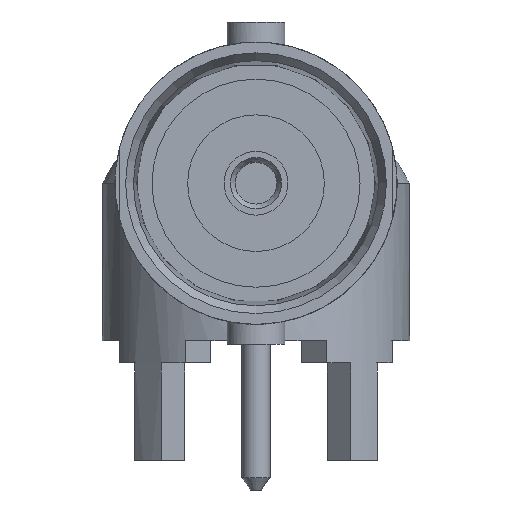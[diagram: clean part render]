
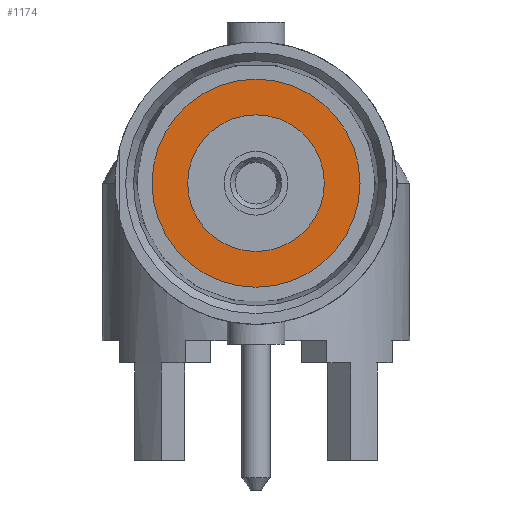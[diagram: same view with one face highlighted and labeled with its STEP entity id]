
A CAD part, front view. The second image highlights one B-rep face of the part: STEP entity #1174.
In plain terms, the highlighted planar face has unit normal (0, -1, 0).
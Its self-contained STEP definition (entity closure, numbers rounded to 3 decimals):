
#55=FACE_BOUND('',#330,.T.);
#257=FACE_OUTER_BOUND('',#329,.T.);
#329=EDGE_LOOP('',(#778));
#330=EDGE_LOOP('',(#779));
#407=CIRCLE('',#1266,3.556);
#408=CIRCLE('',#1268,2.337);
#475=VERTEX_POINT('',#1804);
#476=VERTEX_POINT('',#1808);
#594=EDGE_CURVE('',#475,#475,#407,.T.);
#595=EDGE_CURVE('',#476,#476,#408,.T.);
#778=ORIENTED_EDGE('',*,*,#594,.F.);
#779=ORIENTED_EDGE('',*,*,#595,.T.);
#1112=PLANE('',#1267);
#1174=ADVANCED_FACE('',(#257,#55),#1112,.F.);
#1266=AXIS2_PLACEMENT_3D('',#1806,#1429,#1430);
#1267=AXIS2_PLACEMENT_3D('',#1807,#1431,#1432);
#1268=AXIS2_PLACEMENT_3D('',#1809,#1433,#1434);
#1429=DIRECTION('center_axis',(0.,1.,0.));
#1430=DIRECTION('ref_axis',(-1.,0.,0.));
#1431=DIRECTION('center_axis',(0.,1.,0.));
#1432=DIRECTION('ref_axis',(1.,0.,0.));
#1433=DIRECTION('center_axis',(0.,1.,0.));
#1434=DIRECTION('ref_axis',(-1.,0.,0.));
#1804=CARTESIAN_POINT('',(-3.556,-14.046,6.147));
#1806=CARTESIAN_POINT('Origin',(0.,-14.046,6.147));
#1807=CARTESIAN_POINT('Origin',(0.,-14.046,6.147));
#1808=CARTESIAN_POINT('',(-2.337,-14.046,6.147));
#1809=CARTESIAN_POINT('Origin',(0.,-14.046,6.147));
